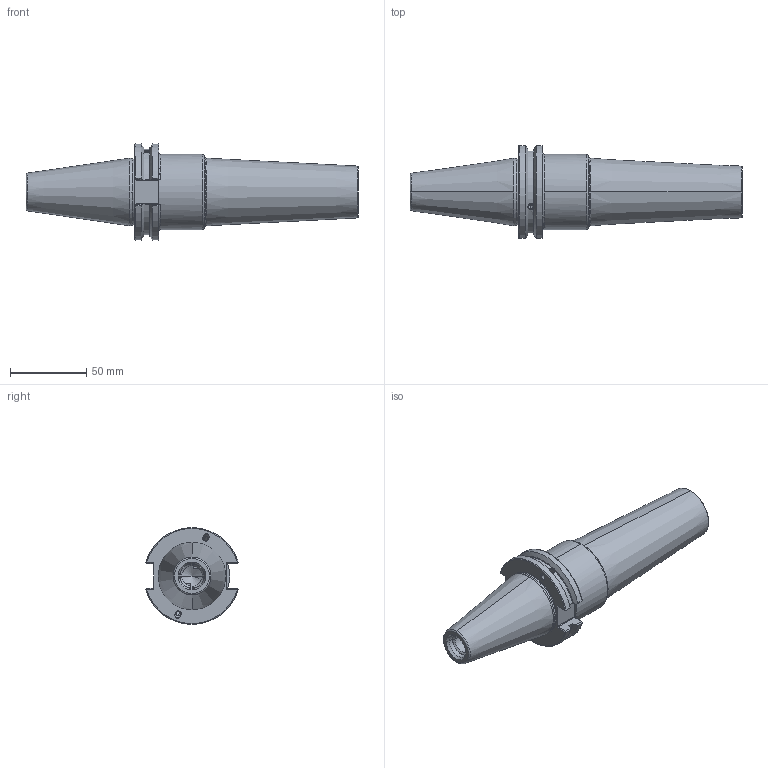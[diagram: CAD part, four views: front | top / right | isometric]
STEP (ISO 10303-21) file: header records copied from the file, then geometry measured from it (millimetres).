
FILE_DESCRIPTION((''),'2;1');
FILE_NAME('CAT40ADB-HMC3_4-5_91-854042','2018-06-25T',('user'),(''),'PRO/ENGINEER BY PARAMETRIC TECHNOLOGY CORPORATION, 2015200','PRO/ENGINEER BY PARAMETRIC TECHNOLOGY CORPORATION, 2015200','');
FILE_SCHEMA(('CONFIG_CONTROL_DESIGN'));
Length unit declared in the file: millimetre
Products named in the file (1): CAT40ADB-HMC3_4-5_91-854042
Bounding box: 218.25 x 60.84 x 63.27 mm (x, y, z)
Volume: 269393.5 mm3; surface area: 41828 mm2
Topology: 1 solids, 6 shells, 158 faces, 441 edges, 284 vertices
Faces by surface type: plane 57, cylinder 56, cone 23, torus 18, bspline 4
Entity records: 5609 total; most frequent: CARTESIAN_POINT 1639, ORIENTED_EDGE 826, DIRECTION 793, EDGE_CURVE 433, AXIS2_PLACEMENT_3D 310, VERTEX_POINT 284, VECTOR 173, LINE 173
